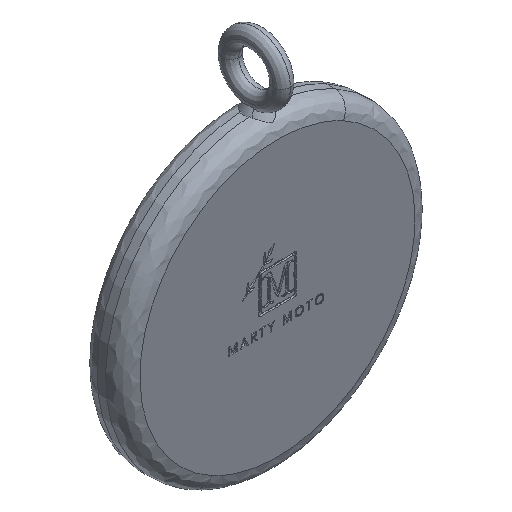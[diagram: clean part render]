
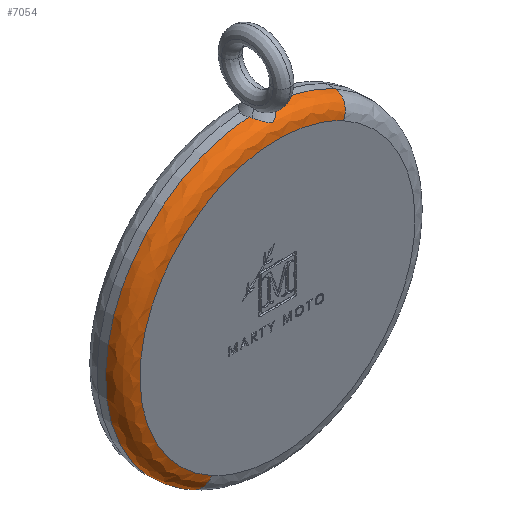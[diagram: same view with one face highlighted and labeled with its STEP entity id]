
A CAD part, isometric view. The second image highlights one B-rep face of the part: STEP entity #7054.
In plain terms, the highlighted free-form (B-spline) face has degree [2, 2] with [5, 3] control points.
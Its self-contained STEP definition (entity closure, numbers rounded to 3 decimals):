
#2425 = EDGE_CURVE('',#2426,#2428,#2430,.T.);
#2426 = VERTEX_POINT('',#2427);
#2427 = CARTESIAN_POINT('',(-312.991,-1.71,
    -24.648));
#2428 = VERTEX_POINT('',#2429);
#2429 = CARTESIAN_POINT('',(-302.499,-1.71,
    -5.443));
#2430 = ( BOUNDED_CURVE() B_SPLINE_CURVE(2,(#2431,#2432,#2433,#2434,
#2435),.UNSPECIFIED.,.F.,.F.) B_SPLINE_CURVE_WITH_KNOTS((3,2,3),(
    3.642,5.212,6.783),
.PIECEWISE_BEZIER_KNOTS.) CURVE() GEOMETRIC_REPRESENTATION_ITEM() 
RATIONAL_B_SPLINE_CURVE((1.,0.707,1.,0.707,1.)) 
REPRESENTATION_ITEM('') );
#2431 = CARTESIAN_POINT('',(-312.991,-1.71,
    -24.648));
#2432 = CARTESIAN_POINT('',(-322.594,-1.71,
    -19.402));
#2433 = CARTESIAN_POINT('',(-317.348,-1.71,
    -9.799));
#2434 = CARTESIAN_POINT('',(-312.102,-1.71,
    -0.197));
#2435 = CARTESIAN_POINT('',(-302.499,-1.71,
    -5.443));
#7054 = ADVANCED_FACE('',(#7055),#7082,.T.);
#7055 = FACE_BOUND('',#7056,.T.);
#7056 = EDGE_LOOP('',(#7057,#7069,#7075,#7076));
#7057 = ORIENTED_EDGE('',*,*,#7058,.F.);
#7058 = EDGE_CURVE('',#7059,#7061,#7063,.T.);
#7059 = VERTEX_POINT('',#7060);
#7060 = CARTESIAN_POINT('',(-313.647,-0.342,
    -25.848));
#7061 = VERTEX_POINT('',#7062);
#7062 = CARTESIAN_POINT('',(-301.844,-0.342,
    -4.242));
#7063 = ( BOUNDED_CURVE() B_SPLINE_CURVE(2,(#7064,#7065,#7066,#7067,
#7068),.UNSPECIFIED.,.F.,.F.) B_SPLINE_CURVE_WITH_KNOTS((3,2,3),(
    3.642,5.212,6.783),
.PIECEWISE_BEZIER_KNOTS.) CURVE() GEOMETRIC_REPRESENTATION_ITEM() 
RATIONAL_B_SPLINE_CURVE((1.,0.707,1.,0.707,1.)) 
REPRESENTATION_ITEM('') );
#7064 = CARTESIAN_POINT('',(-313.647,-0.342,
    -25.848));
#7065 = CARTESIAN_POINT('',(-324.45,-0.342,
    -19.947));
#7066 = CARTESIAN_POINT('',(-318.548,-0.342,
    -9.144));
#7067 = CARTESIAN_POINT('',(-312.646,-0.342,
    1.659));
#7068 = CARTESIAN_POINT('',(-301.844,-0.342,-4.242)
  );
#7069 = ORIENTED_EDGE('',*,*,#7070,.F.);
#7070 = EDGE_CURVE('',#2426,#7059,#7071,.T.);
#7071 = ( BOUNDED_CURVE() B_SPLINE_CURVE(2,(#7072,#7073,#7074),
.UNSPECIFIED.,.F.,.F.) B_SPLINE_CURVE_WITH_KNOTS((3,3),(1.571,
3.142),.PIECEWISE_BEZIER_KNOTS.) CURVE() 
GEOMETRIC_REPRESENTATION_ITEM() RATIONAL_B_SPLINE_CURVE((1.,
0.707,1.)) REPRESENTATION_ITEM('') );
#7072 = CARTESIAN_POINT('',(-312.991,-1.71,
    -24.648));
#7073 = CARTESIAN_POINT('',(-313.647,-1.71,
    -25.848));
#7074 = CARTESIAN_POINT('',(-313.647,-0.342,
    -25.848));
#7075 = ORIENTED_EDGE('',*,*,#2425,.T.);
#7076 = ORIENTED_EDGE('',*,*,#7077,.T.);
#7077 = EDGE_CURVE('',#2428,#7061,#7078,.T.);
#7078 = ( BOUNDED_CURVE() B_SPLINE_CURVE(2,(#7079,#7080,#7081),
.UNSPECIFIED.,.F.,.F.) B_SPLINE_CURVE_WITH_KNOTS((3,3),(1.571,
3.142),.PIECEWISE_BEZIER_KNOTS.) CURVE() 
GEOMETRIC_REPRESENTATION_ITEM() RATIONAL_B_SPLINE_CURVE((1.,
0.707,1.)) REPRESENTATION_ITEM('') );
#7079 = CARTESIAN_POINT('',(-302.499,-1.71,
    -5.443));
#7080 = CARTESIAN_POINT('',(-301.844,-1.71,
    -4.242));
#7081 = CARTESIAN_POINT('',(-301.844,-0.342,
    -4.242));
#7082 = ( BOUNDED_SURFACE() B_SPLINE_SURFACE(2,2,(
    (#7083,#7084,#7085)
    ,(#7086,#7087,#7088)
    ,(#7089,#7090,#7091)
    ,(#7092,#7093,#7094)
    ,(#7095,#7096,#7097
)),.UNSPECIFIED.,.F.,.F.,.F.) B_SPLINE_SURFACE_WITH_KNOTS((3,2,3),(3,3),
  (0.,1.571,3.142),(4.712,6.283),
.PIECEWISE_BEZIER_KNOTS.) GEOMETRIC_REPRESENTATION_ITEM() 
RATIONAL_B_SPLINE_SURFACE((
    (1.,0.707,1.)
    ,(0.707,0.5,0.707)
    ,(1.,0.707,1.)
    ,(0.707,0.5,0.707)
,(1.,0.707,1.))) REPRESENTATION_ITEM('') SURFACE() );
#7083 = CARTESIAN_POINT('',(-312.991,-1.71,
    -24.648));
#7084 = CARTESIAN_POINT('',(-313.647,-1.71,
    -25.848));
#7085 = CARTESIAN_POINT('',(-313.647,-0.342,
    -25.848));
#7086 = CARTESIAN_POINT('',(-322.594,-1.71,
    -19.402));
#7087 = CARTESIAN_POINT('',(-324.45,-1.71,
    -19.947));
#7088 = CARTESIAN_POINT('',(-324.45,-0.342,
    -19.947));
#7089 = CARTESIAN_POINT('',(-317.348,-1.71,
    -9.799));
#7090 = CARTESIAN_POINT('',(-318.548,-1.71,
    -9.144));
#7091 = CARTESIAN_POINT('',(-318.548,-0.342,
    -9.144));
#7092 = CARTESIAN_POINT('',(-312.102,-1.71,
    -0.197));
#7093 = CARTESIAN_POINT('',(-312.646,-1.71,
    1.659));
#7094 = CARTESIAN_POINT('',(-312.646,-0.342,
    1.659));
#7095 = CARTESIAN_POINT('',(-302.499,-1.71,
    -5.443));
#7096 = CARTESIAN_POINT('',(-301.844,-1.71,
    -4.242));
#7097 = CARTESIAN_POINT('',(-301.844,-0.342,
    -4.242));
